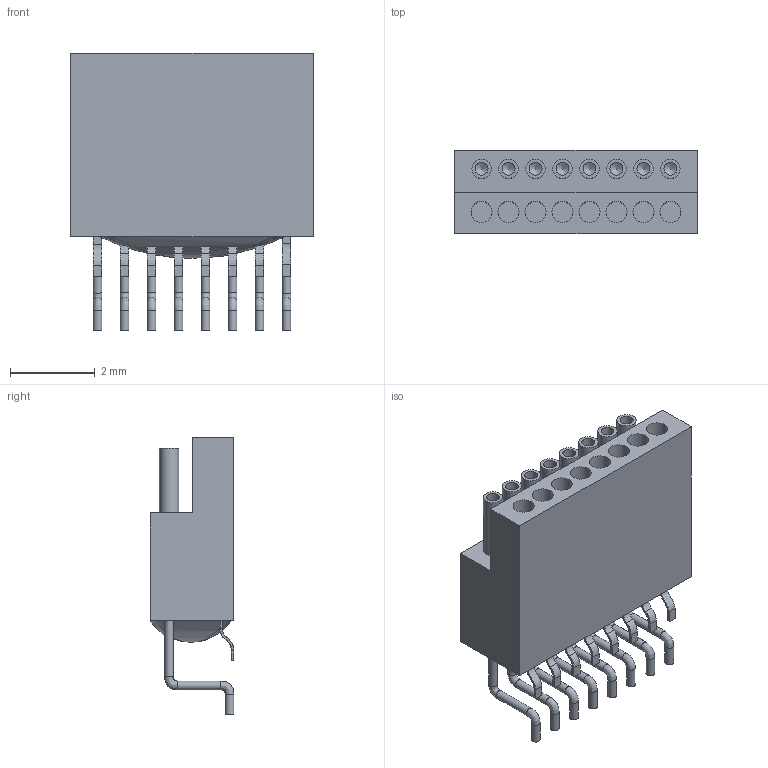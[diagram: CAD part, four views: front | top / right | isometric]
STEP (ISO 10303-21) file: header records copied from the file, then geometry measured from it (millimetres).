
FILE_DESCRIPTION(/* description */ (''),/* implementation_level */ '2;1');
FILE_NAME(/* name */ 'A79633-001.step',/* time_stamp */ '2024-06-14T15:18:54-07:00',/* author */ (''),/* organization */ (''),/* preprocessor_version */ 'ST-DEVELOPER v20',/* originating_system */ 'Autodesk Translation Framework v12.20.1.177',/* authorisation */ '');
FILE_SCHEMA (('AUTOMOTIVE_DESIGN { 1 0 10303 214 3 1 1 }'));
Length unit declared in the file: inch
Products named in the file (1): A79633-001.f3d 
Bounding box: 5.71 x 1.97 x 6.53 mm (x, y, z)
Volume: 35 mm3; surface area: 202.7 mm2
Topology: 1 solids, 1 shells, 193 faces, 481 edges, 312 vertices
Faces by surface type: plane 84, cylinder 76, bspline 17, torus 8, cone 8
Full cylindrical faces by diameter (mm): 0.203 x24, 0.305 x8, 0.457 x8, 0.498 x8
Entity records: 7511 total; most frequent: CARTESIAN_POINT 2830, DIRECTION 966, ORIENTED_EDGE 938, EDGE_CURVE 469, AXIS2_PLACEMENT_3D 378, VERTEX_POINT 312, EDGE_LOOP 227, LINE 210
